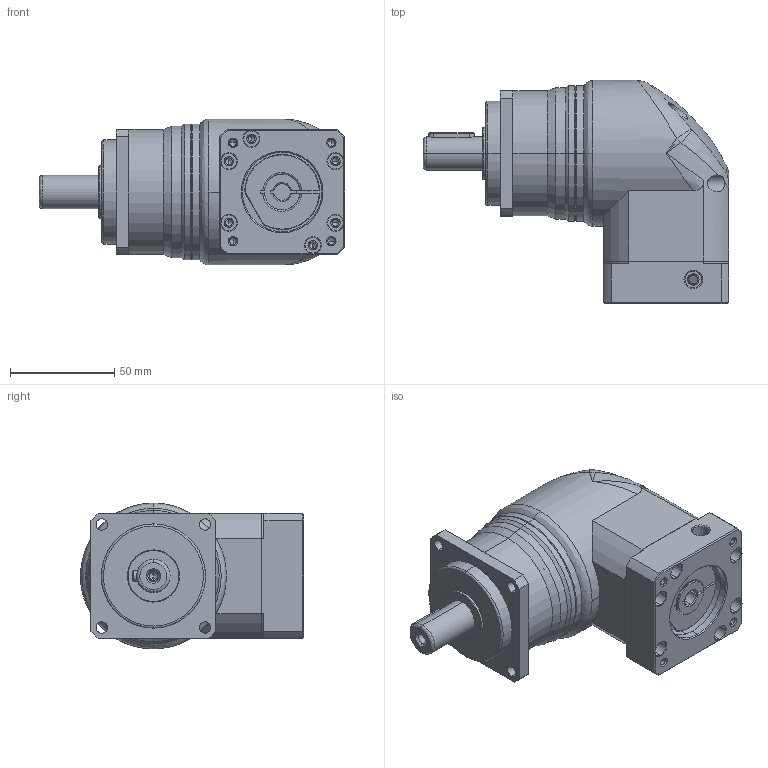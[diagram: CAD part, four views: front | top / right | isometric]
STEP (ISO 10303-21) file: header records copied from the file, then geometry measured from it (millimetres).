
FILE_DESCRIPTION (( 'STEP AP214' ), '1' );
FILE_NAME ('PBL060-L1-8-38.1-66.67M4.STEP', '2024-01-06T01:00:04', ( 'admin' ), ( '' ), 'SwSTEP 2.0', 'SolidWorks 2013', '' );
FILE_SCHEMA (( 'AUTOMOTIVE_DESIGN' ));
Length unit declared in the file: millimetre
Products named in the file (6): PB060_X2_8F9351FA7AEF_X0_; SBL060-38.1-66.67M4; 14_X2_8F6C_X0_8_X2_5957_X0_; SBL060_X2_8F9351658F7495017D2773AF_X0_-14; SDL060_X2_94DD58F3_X0_-14; PBL060-L1-8-38.1-66.67M4
Assembly tree (5 placements, depth 2):
  PBL060-L1-8-38.1-66.67M4
    SDL060_X2_94DD58F3_X0_-14
    SBL060_X2_8F9351658F7495017D2773AF_X0_-14
    14_X2_8F6C_X0_8_X2_5957_X0_
    SBL060-38.1-66.67M4
    PB060_X2_8F9351FA7AEF_X0_
Bounding box: 146.5 x 107 x 70 mm (x, y, z)
Volume: 502030 mm3; surface area: 86777.1 mm2
Topology: 7 solids, 7 shells, 444 faces, 1126 edges, 683 vertices
Faces by surface type: cylinder 195, cone 107, plane 103, bspline 37, torus 2
Entity records: 21135 total; most frequent: CARTESIAN_POINT 5572, DIRECTION 2218, ORIENTED_EDGE 2152, EDGE_CURVE 1076, AXIS2_PLACEMENT_3D 892, VERTEX_POINT 683, EDGE_LOOP 523, CIRCLE 477
